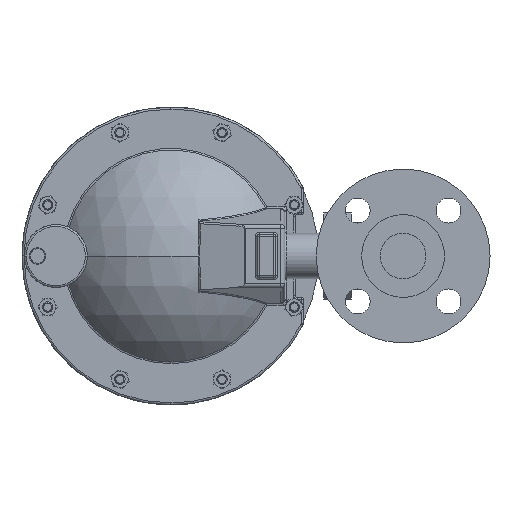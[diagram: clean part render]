
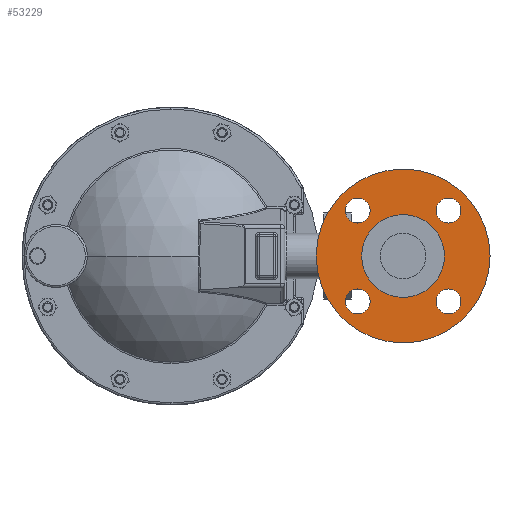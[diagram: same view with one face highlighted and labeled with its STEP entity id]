
A CAD part, left-side view. The second image highlights one B-rep face of the part: STEP entity #53229.
In plain terms, the highlighted planar face has unit normal (-1, 0, 0).
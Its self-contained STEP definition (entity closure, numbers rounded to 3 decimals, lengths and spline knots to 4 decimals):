
#366 = CIRCLE ( 'NONE', #12356, 0.375 ) ;
#1117 = EDGE_CURVE ( 'NONE', #4949, #4482, #22557, .T. ) ;
#1618 = EDGE_LOOP ( 'NONE', ( #28791, #30891 ) ) ;
#2136 = ORIENTED_EDGE ( 'NONE', *, *, #21102, .T. ) ;
#2153 = CARTESIAN_POINT ( 'NONE',  ( -2.8813, 2.9543, 1.7625 ) ) ;
#2424 = DIRECTION ( 'NONE',  ( 0., 0., -1. ) ) ;
#2960 = EDGE_CURVE ( 'NONE', #33937, #22280, #51060, .T. ) ;
#3546 = AXIS2_PLACEMENT_3D ( 'NONE', #39751, #38951, #58808 ) ;
#3664 = EDGE_CURVE ( 'NONE', #27603, #21312, #24542, .T. ) ;
#3668 = CARTESIAN_POINT ( 'NONE',  ( -2.8813, 0.2108, 2.1375 ) ) ;
#3833 = CARTESIAN_POINT ( 'NONE',  ( -2.8813, 2.9543, 1.7625 ) ) ;
#4197 = DIRECTION ( 'NONE',  ( 1., 0., 0. ) ) ;
#4482 = VERTEX_POINT ( 'NONE', #43029 ) ;
#4949 = VERTEX_POINT ( 'NONE', #18278 ) ;
#5754 = VERTEX_POINT ( 'NONE', #16401 ) ;
#6345 = EDGE_LOOP ( 'NONE', ( #7332, #33574 ) ) ;
#6366 = FACE_OUTER_BOUND ( 'NONE', #33071, .T. ) ;
#6728 = DIRECTION ( 'NONE',  ( 0., 0., -1. ) ) ;
#7322 = DIRECTION ( 'NONE',  ( 1., 0., 0. ) ) ;
#7332 = ORIENTED_EDGE ( 'NONE', *, *, #3664, .T. ) ;
#7722 = EDGE_CURVE ( 'NONE', #4482, #4949, #41507, .T. ) ;
#7798 = FACE_BOUND ( 'NONE', #6345, .T. ) ;
#8385 = DIRECTION ( 'NONE',  ( 0., 0., -1. ) ) ;
#9759 = AXIS2_PLACEMENT_3D ( 'NONE', #50861, #23462, #55495 ) ;
#10704 = VERTEX_POINT ( 'NONE', #43557 ) ;
#11240 = CARTESIAN_POINT ( 'NONE',  ( -2.8813, 0.2108, 1.3875 ) ) ;
#12356 = AXIS2_PLACEMENT_3D ( 'NONE', #3833, #35582, #8385 ) ;
#13239 = EDGE_CURVE ( 'NONE', #26699, #30700, #14291, .T. ) ;
#13301 = CIRCLE ( 'NONE', #9759, 0.375 ) ;
#13490 = ORIENTED_EDGE ( 'NONE', *, *, #19089, .F. ) ;
#13696 = DIRECTION ( 'NONE',  ( 0., 0., -1. ) ) ;
#13854 = CARTESIAN_POINT ( 'NONE',  ( -2.8813, 1.5825, 3.1343 ) ) ;
#14291 = CIRCLE ( 'NONE', #19319, 0.375 ) ;
#15318 = AXIS2_PLACEMENT_3D ( 'NONE', #31376, #4197, #35956 ) ;
#16065 = CARTESIAN_POINT ( 'NONE',  ( -2.8813, 0.2108, 4.1311 ) ) ;
#16289 = CARTESIAN_POINT ( 'NONE',  ( -2.8813, 0.2108, 1.7625 ) ) ;
#16401 = CARTESIAN_POINT ( 'NONE',  ( -2.8813, 2.9543, 1.3875 ) ) ;
#16793 = AXIS2_PLACEMENT_3D ( 'NONE', #13854, #45680, #18377 ) ;
#17357 = CIRCLE ( 'NONE', #16793, 2.625 ) ;
#17905 = VERTEX_POINT ( 'NONE', #16065 ) ;
#18278 = CARTESIAN_POINT ( 'NONE',  ( -2.8813, 1.5825, 4.3843 ) ) ;
#18282 = ORIENTED_EDGE ( 'NONE', *, *, #7722, .T. ) ;
#18377 = DIRECTION ( 'NONE',  ( 0., 0., -1. ) ) ;
#18425 = FACE_BOUND ( 'NONE', #31864, .T. ) ;
#18969 = CARTESIAN_POINT ( 'NONE',  ( -2.8813, 2.9543, 4.8811 ) ) ;
#19089 = EDGE_CURVE ( 'NONE', #22280, #33937, #17357, .T. ) ;
#19319 = AXIS2_PLACEMENT_3D ( 'NONE', #49124, #21816, #53795 ) ;
#20625 = EDGE_CURVE ( 'NONE', #30700, #26699, #47906, .T. ) ;
#20850 = DIRECTION ( 'NONE',  ( 0., 0., -1. ) ) ;
#20904 = EDGE_CURVE ( 'NONE', #21312, #27603, #28647, .T. ) ;
#20988 = AXIS2_PLACEMENT_3D ( 'NONE', #56313, #56238, #56304 ) ;
#21102 = EDGE_CURVE ( 'NONE', #5754, #10704, #35018, .T. ) ;
#21312 = VERTEX_POINT ( 'NONE', #18969 ) ;
#21675 = ORIENTED_EDGE ( 'NONE', *, *, #20625, .T. ) ;
#21816 = DIRECTION ( 'NONE',  ( 1., 0., 0. ) ) ;
#22280 = VERTEX_POINT ( 'NONE', #23800 ) ;
#22557 = CIRCLE ( 'NONE', #27464, 1.25 ) ;
#22578 = PLANE ( 'NONE',  #32759 ) ;
#22682 = FACE_BOUND ( 'NONE', #35634, .T. ) ;
#23462 = DIRECTION ( 'NONE',  ( 1., 0., 0. ) ) ;
#23800 = CARTESIAN_POINT ( 'NONE',  ( -2.8813, 1.5825, 0.5093 ) ) ;
#24542 = CIRCLE ( 'NONE', #3546, 0.375 ) ;
#25571 = AXIS2_PLACEMENT_3D ( 'NONE', #16289, #48161, #20850 ) ;
#26699 = VERTEX_POINT ( 'NONE', #11240 ) ;
#27464 = AXIS2_PLACEMENT_3D ( 'NONE', #47946, #43169, #41989 ) ;
#27603 = VERTEX_POINT ( 'NONE', #52375 ) ;
#28647 = CIRCLE ( 'NONE', #15318, 0.375 ) ;
#28791 = ORIENTED_EDGE ( 'NONE', *, *, #41006, .T. ) ;
#29598 = DIRECTION ( 'NONE',  ( 1., 0., 0. ) ) ;
#30700 = VERTEX_POINT ( 'NONE', #3668 ) ;
#30891 = ORIENTED_EDGE ( 'NONE', *, *, #59035, .T. ) ;
#31376 = CARTESIAN_POINT ( 'NONE',  ( -2.8813, 2.9543, 4.5061 ) ) ;
#31864 = EDGE_LOOP ( 'NONE', ( #2136, #36942 ) ) ;
#32759 = AXIS2_PLACEMENT_3D ( 'NONE', #54567, #40926, #13696 ) ;
#33071 = EDGE_LOOP ( 'NONE', ( #13490, #40423 ) ) ;
#33574 = ORIENTED_EDGE ( 'NONE', *, *, #20904, .T. ) ;
#33603 = ORIENTED_EDGE ( 'NONE', *, *, #1117, .T. ) ;
#33910 = DIRECTION ( 'NONE',  ( 1., 0., 0. ) ) ;
#33937 = VERTEX_POINT ( 'NONE', #54976 ) ;
#34508 = CARTESIAN_POINT ( 'NONE',  ( -2.8813, 1.5825, 3.1343 ) ) ;
#34568 = EDGE_CURVE ( 'NONE', #10704, #5754, #366, .T. ) ;
#35018 = CIRCLE ( 'NONE', #45871, 0.375 ) ;
#35582 = DIRECTION ( 'NONE',  ( 1., 0., 0. ) ) ;
#35634 = EDGE_LOOP ( 'NONE', ( #51111, #21675 ) ) ;
#35956 = DIRECTION ( 'NONE',  ( 0., 0., -1. ) ) ;
#36942 = ORIENTED_EDGE ( 'NONE', *, *, #34568, .T. ) ;
#37112 = AXIS2_PLACEMENT_3D ( 'NONE', #34508, #7322, #39121 ) ;
#38951 = DIRECTION ( 'NONE',  ( 1., 0., 0. ) ) ;
#39121 = DIRECTION ( 'NONE',  ( 0., 0., -1. ) ) ;
#39751 = CARTESIAN_POINT ( 'NONE',  ( -2.8813, 2.9543, 4.5061 ) ) ;
#40423 = ORIENTED_EDGE ( 'NONE', *, *, #2960, .F. ) ;
#40926 = DIRECTION ( 'NONE',  ( 1., 0., 0. ) ) ;
#41006 = EDGE_CURVE ( 'NONE', #17905, #42566, #44090, .T. ) ;
#41507 = CIRCLE ( 'NONE', #37112, 1.25 ) ;
#41989 = DIRECTION ( 'NONE',  ( 0., 0., -1. ) ) ;
#42566 = VERTEX_POINT ( 'NONE', #45327 ) ;
#42626 = FACE_BOUND ( 'NONE', #1618, .T. ) ;
#43029 = CARTESIAN_POINT ( 'NONE',  ( -2.8813, 1.5825, 1.8843 ) ) ;
#43169 = DIRECTION ( 'NONE',  ( 1., 0., 0. ) ) ;
#43557 = CARTESIAN_POINT ( 'NONE',  ( -2.8813, 2.9543, 2.1375 ) ) ;
#44090 = CIRCLE ( 'NONE', #52243, 0.375 ) ;
#45327 = CARTESIAN_POINT ( 'NONE',  ( -2.8813, 0.2108, 4.8811 ) ) ;
#45680 = DIRECTION ( 'NONE',  ( 1., 0., 0. ) ) ;
#45871 = AXIS2_PLACEMENT_3D ( 'NONE', #2153, #33910, #6728 ) ;
#47906 = CIRCLE ( 'NONE', #25571, 0.375 ) ;
#47946 = CARTESIAN_POINT ( 'NONE',  ( -2.8813, 1.5825, 3.1343 ) ) ;
#48161 = DIRECTION ( 'NONE',  ( 1., 0., 0. ) ) ;
#49124 = CARTESIAN_POINT ( 'NONE',  ( -2.8813, 0.2108, 1.7625 ) ) ;
#50861 = CARTESIAN_POINT ( 'NONE',  ( -2.8813, 0.2108, 4.5061 ) ) ;
#51060 = CIRCLE ( 'NONE', #20988, 2.625 ) ;
#51111 = ORIENTED_EDGE ( 'NONE', *, *, #13239, .T. ) ;
#52243 = AXIS2_PLACEMENT_3D ( 'NONE', #57069, #29598, #2424 ) ;
#52375 = CARTESIAN_POINT ( 'NONE',  ( -2.8813, 2.9543, 4.1311 ) ) ;
#53229 = ADVANCED_FACE ( 'NONE', ( #22682, #42626, #7798, #18425, #6366, #53435 ), #22578, .F. ) ;
#53435 = FACE_BOUND ( 'NONE', #58250, .T. ) ;
#53795 = DIRECTION ( 'NONE',  ( 0., 0., -1. ) ) ;
#54567 = CARTESIAN_POINT ( 'NONE',  ( -2.8813, -1.0425, 3.1343 ) ) ;
#54976 = CARTESIAN_POINT ( 'NONE',  ( -2.8813, 1.5825, 5.7593 ) ) ;
#55495 = DIRECTION ( 'NONE',  ( 0., 0., -1. ) ) ;
#56238 = DIRECTION ( 'NONE',  ( 1., 0., 0. ) ) ;
#56304 = DIRECTION ( 'NONE',  ( 0., 0., -1. ) ) ;
#56313 = CARTESIAN_POINT ( 'NONE',  ( -2.8813, 1.5825, 3.1343 ) ) ;
#57069 = CARTESIAN_POINT ( 'NONE',  ( -2.8813, 0.2108, 4.5061 ) ) ;
#58250 = EDGE_LOOP ( 'NONE', ( #18282, #33603 ) ) ;
#58808 = DIRECTION ( 'NONE',  ( 0., 0., -1. ) ) ;
#59035 = EDGE_CURVE ( 'NONE', #42566, #17905, #13301, .T. ) ;
